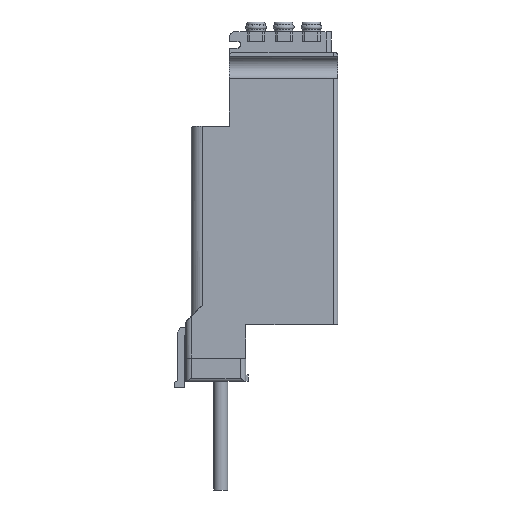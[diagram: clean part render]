
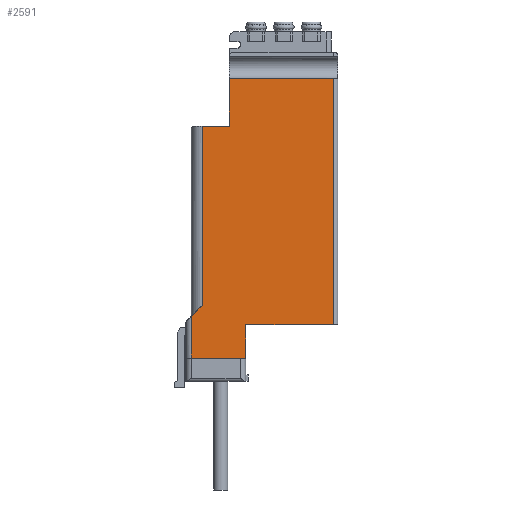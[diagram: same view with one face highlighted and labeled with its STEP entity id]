
A CAD part, left-side view. The second image highlights one B-rep face of the part: STEP entity #2591.
In plain terms, the highlighted planar face has unit normal (-1, 0, 0).
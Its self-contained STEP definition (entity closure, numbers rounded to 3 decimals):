
#329=ORIENTED_EDGE('',*,*,#1072,.F.);
#330=ORIENTED_EDGE('',*,*,#1006,.F.);
#331=ORIENTED_EDGE('',*,*,#1073,.F.);
#332=ORIENTED_EDGE('',*,*,#1074,.F.);
#333=ORIENTED_EDGE('',*,*,#1075,.F.);
#334=ORIENTED_EDGE('',*,*,#1076,.T.);
#335=ORIENTED_EDGE('',*,*,#1077,.T.);
#336=ORIENTED_EDGE('',*,*,#1078,.F.);
#337=ORIENTED_EDGE('',*,*,#1079,.F.);
#338=ORIENTED_EDGE('',*,*,#1080,.T.);
#1006=EDGE_CURVE('',#1383,#1384,#1641,.T.);
#1072=EDGE_CURVE('',#1384,#1436,#1684,.T.);
#1073=EDGE_CURVE('',#1437,#1383,#1685,.T.);
#1074=EDGE_CURVE('',#1438,#1437,#1686,.T.);
#1075=EDGE_CURVE('',#1439,#1438,#1687,.T.);
#1076=EDGE_CURVE('',#1439,#1440,#1688,.T.);
#1077=EDGE_CURVE('',#1440,#1441,#1689,.T.);
#1078=EDGE_CURVE('',#1442,#1441,#1690,.T.);
#1079=EDGE_CURVE('',#1443,#1442,#1691,.T.);
#1080=EDGE_CURVE('',#1443,#1436,#1692,.T.);
#1383=VERTEX_POINT('',#3862);
#1384=VERTEX_POINT('',#3864);
#1436=VERTEX_POINT('',#3987);
#1437=VERTEX_POINT('',#3989);
#1438=VERTEX_POINT('',#3991);
#1439=VERTEX_POINT('',#3993);
#1440=VERTEX_POINT('',#3995);
#1441=VERTEX_POINT('',#3997);
#1442=VERTEX_POINT('',#3999);
#1443=VERTEX_POINT('',#4001);
#1641=LINE('',#3863,#1919);
#1684=LINE('',#3986,#1962);
#1685=LINE('',#3988,#1963);
#1686=LINE('',#3990,#1964);
#1687=LINE('',#3992,#1965);
#1688=LINE('',#3994,#1966);
#1689=LINE('',#3996,#1967);
#1690=LINE('',#3998,#1968);
#1691=LINE('',#4000,#1969);
#1692=LINE('',#4002,#1970);
#1919=VECTOR('',#3066,1000.);
#1962=VECTOR('',#3165,1000.);
#1963=VECTOR('',#3166,1000.);
#1964=VECTOR('',#3167,1000.);
#1965=VECTOR('',#3168,1000.);
#1966=VECTOR('',#3169,1000.);
#1967=VECTOR('',#3170,1000.);
#1968=VECTOR('',#3171,1000.);
#1969=VECTOR('',#3172,1000.);
#1970=VECTOR('',#3173,1000.);
#2156=EDGE_LOOP('',(#329,#330,#331,#332,#333,#334,#335,#336,#337,#338));
#2330=FACE_BOUND('',#2156,.T.);
#2499=PLANE('',#2781);
#2591=ADVANCED_FACE('',(#2330),#2499,.F.);
#2781=AXIS2_PLACEMENT_3D('',#3985,#3163,#3164);
#3066=DIRECTION('',(0.,0.,1.));
#3163=DIRECTION('',(1.,0.,0.));
#3164=DIRECTION('',(0.,0.,-1.));
#3165=DIRECTION('',(0.,-1.,0.));
#3166=DIRECTION('',(0.,-1.,0.));
#3167=DIRECTION('',(0.,0.,1.));
#3168=DIRECTION('',(0.,-0.707,0.707));
#3169=DIRECTION('',(0.,0.,-1.));
#3170=DIRECTION('',(0.,-1.,0.));
#3171=DIRECTION('',(0.,0.,-1.));
#3172=DIRECTION('',(0.,1.,0.));
#3173=DIRECTION('',(0.,0.,1.));
#3862=CARTESIAN_POINT('',(-2.95,10.,-6.8));
#3863=CARTESIAN_POINT('',(-2.95,10.,-6.8));
#3864=CARTESIAN_POINT('',(-2.95,10.,-2.4));
#3985=CARTESIAN_POINT('',(-2.95,0.,0.));
#3986=CARTESIAN_POINT('',(-2.95,0.,-2.4));
#3987=CARTESIAN_POINT('',(-2.95,0.4,-2.4));
#3988=CARTESIAN_POINT('',(-2.95,13.5,-6.8));
#3989=CARTESIAN_POINT('',(-2.95,12.5,-6.8));
#3990=CARTESIAN_POINT('',(-2.95,12.5,-30.3));
#3991=CARTESIAN_POINT('',(-2.95,12.5,-23.3));
#3992=CARTESIAN_POINT('',(-2.95,13.941,-24.741));
#3993=CARTESIAN_POINT('',(-2.95,13.5,-24.3));
#3994=CARTESIAN_POINT('',(-2.95,13.5,-23.15));
#3995=CARTESIAN_POINT('',(-2.95,13.5,-28.15));
#3996=CARTESIAN_POINT('',(-2.95,0.,-28.15));
#3997=CARTESIAN_POINT('',(-2.95,8.5,-28.15));
#3998=CARTESIAN_POINT('',(-2.95,8.5,-25.1));
#3999=CARTESIAN_POINT('',(-2.95,8.5,-25.1));
#4000=CARTESIAN_POINT('',(-2.95,0.,-25.1));
#4001=CARTESIAN_POINT('',(-2.95,0.4,-25.1));
#4002=CARTESIAN_POINT('',(-2.95,0.4,-30.3));
